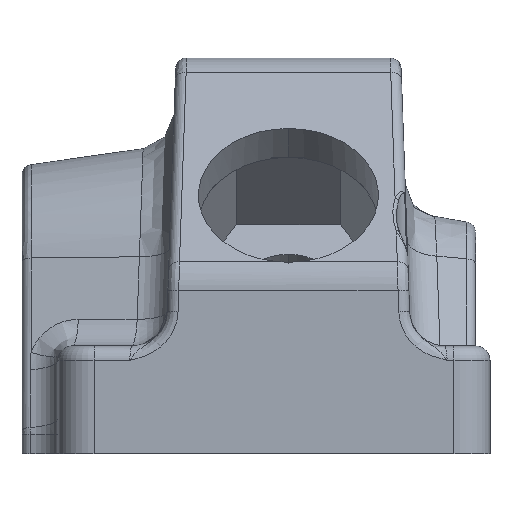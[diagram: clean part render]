
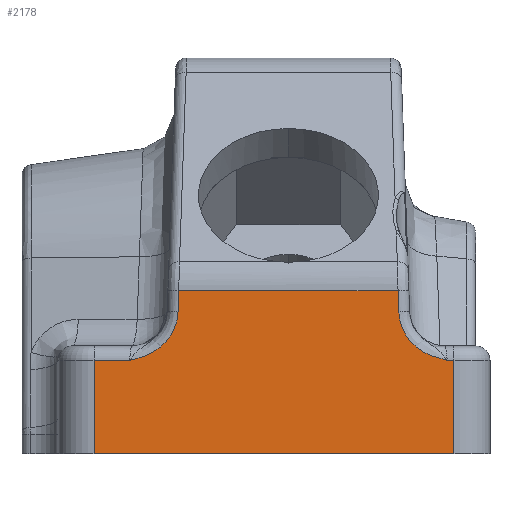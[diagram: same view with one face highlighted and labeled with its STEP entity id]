
A CAD part, left-side view. The second image highlights one B-rep face of the part: STEP entity #2178.
In plain terms, the highlighted planar face has unit normal (-1, 0, 0).
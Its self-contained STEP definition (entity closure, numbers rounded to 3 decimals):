
#2076 = PLANE ( 'NONE',  #9145 ) ;
#2178 = ADVANCED_FACE ( 'NONE', ( #6493 ), #2076, .F. ) ;
#2946 = VECTOR ( 'NONE', #10037, 1000. ) ;
#2947 = LINE ( 'NONE', #10036, #2946 ) ;
#2950 = LINE ( 'NONE', #10034, #2951 ) ;
#2951 = VECTOR ( 'NONE', #10035, 1000. ) ;
#3527 = EDGE_CURVE ( 'NONE', #16556, #16543, #11930, .T. ) ;
#3528 = EDGE_CURVE ( 'NONE', #16546, #16556, #6059, .T. ) ;
#3539 = EDGE_CURVE ( 'NONE', #16543, #16542, #6041, .T. ) ;
#3543 = EDGE_CURVE ( 'NONE', #16614, #16611, #6034, .T. ) ;
#3593 = EDGE_CURVE ( 'NONE', #16540, #16539, #11901, .T. ) ;
#3594 = EDGE_CURVE ( 'NONE', #16538, #16546, #5963, .T. ) ;
#3596 = EDGE_CURVE ( 'NONE', #16539, #16538, #5969, .T. ) ;
#3621 = EDGE_CURVE ( 'NONE', #16587, #16540, #5927, .T. ) ;
#4754 = ORIENTED_EDGE ( 'NONE', *, *, #3528, .T. ) ;
#4755 = ORIENTED_EDGE ( 'NONE', *, *, #3527, .T. ) ;
#4756 = ORIENTED_EDGE ( 'NONE', *, *, #3539, .T. ) ;
#4757 = ORIENTED_EDGE ( 'NONE', *, *, #8945, .T. ) ;
#4758 = ORIENTED_EDGE ( 'NONE', *, *, #3543, .T. ) ;
#4759 = ORIENTED_EDGE ( 'NONE', *, *, #8944, .T. ) ;
#4760 = ORIENTED_EDGE ( 'NONE', *, *, #3621, .T. ) ;
#4761 = ORIENTED_EDGE ( 'NONE', *, *, #3593, .T. ) ;
#4762 = ORIENTED_EDGE ( 'NONE', *, *, #3596, .T. ) ;
#4763 = ORIENTED_EDGE ( 'NONE', *, *, #3594, .T. ) ;
#5924 = VECTOR ( 'NONE', #10157, 1000. ) ;
#5927 = LINE ( 'NONE', #10156, #5924 ) ;
#5959 = VECTOR ( 'NONE', #7374, 1000. ) ;
#5961 = VECTOR ( 'NONE', #7363, 1000. ) ;
#5963 = LINE ( 'NONE', #7343, #5961 ) ;
#5969 = LINE ( 'NONE', #7366, #5959 ) ;
#6031 = VECTOR ( 'NONE', #7051, 1000. ) ;
#6034 = LINE ( 'NONE', #7050, #6031 ) ;
#6039 = VECTOR ( 'NONE', #7033, 1000. ) ;
#6041 = LINE ( 'NONE', #7038, #6039 ) ;
#6058 = VECTOR ( 'NONE', #6996, 1000. ) ;
#6059 = LINE ( 'NONE', #6997, #6058 ) ;
#6493 = FACE_OUTER_BOUND ( 'NONE', #7554, .T. ) ;
#6967 = CARTESIAN_POINT ( 'NONE',  ( -43., 10.848, 19.32 ) ) ;
#6988 = CARTESIAN_POINT ( 'NONE',  ( -43., 10.833, 19.755 ) ) ;
#6996 = DIRECTION ( 'NONE',  ( 0., 0.035, -0.999 ) ) ;
#6997 = CARTESIAN_POINT ( 'NONE',  ( -43., 9.63, 54.201 ) ) ;
#6998 = CARTESIAN_POINT ( 'NONE',  ( -43., 10.906, 18.894 ) ) ;
#6999 = CARTESIAN_POINT ( 'NONE',  ( -43., 11.054, 18.268 ) ) ;
#7000 = CARTESIAN_POINT ( 'NONE',  ( -43., 11.114, 18.061 ) ) ;
#7001 = CARTESIAN_POINT ( 'NONE',  ( -43., 11.255, 17.652 ) ) ;
#7002 = CARTESIAN_POINT ( 'NONE',  ( -43., 11.336, 17.449 ) ) ;
#7003 = CARTESIAN_POINT ( 'NONE',  ( -43., 11.605, 16.86 ) ) ;
#7004 = CARTESIAN_POINT ( 'NONE',  ( -43., 11.821, 16.49 ) ) ;
#7005 = CARTESIAN_POINT ( 'NONE',  ( -43., 12.324, 15.79 ) ) ;
#7006 = CARTESIAN_POINT ( 'NONE',  ( -43., 12.613, 15.461 ) ) ;
#7007 = CARTESIAN_POINT ( 'NONE',  ( -43., 13.239, 14.871 ) ) ;
#7008 = CARTESIAN_POINT ( 'NONE',  ( -43., 13.578, 14.607 ) ) ;
#7009 = CARTESIAN_POINT ( 'NONE',  ( -43., 14.305, 14.137 ) ) ;
#7010 = CARTESIAN_POINT ( 'NONE',  ( -43., 14.691, 13.935 ) ) ;
#7011 = CARTESIAN_POINT ( 'NONE',  ( -43., 15.486, 13.591 ) ) ;
#7012 = CARTESIAN_POINT ( 'NONE',  ( -43., 15.897, 13.449 ) ) ;
#7013 = CARTESIAN_POINT ( 'NONE',  ( -43., 16.521, 13.266 ) ) ;
#7014 = CARTESIAN_POINT ( 'NONE',  ( -43., 16.731, 13.21 ) ) ;
#7015 = CARTESIAN_POINT ( 'NONE',  ( -43., 17.151, 13.102 ) ) ;
#7016 = CARTESIAN_POINT ( 'NONE',  ( -43., 17.364, 13.051 ) ) ;
#7017 = CARTESIAN_POINT ( 'NONE',  ( -43., 17.573, 13. ) ) ;
#7033 = DIRECTION ( 'NONE',  ( 0., 1., 0. ) ) ;
#7038 = CARTESIAN_POINT ( 'NONE',  ( -43., 22.5, 13. ) ) ;
#7050 = CARTESIAN_POINT ( 'NONE',  ( -43., 32.5, 0. ) ) ;
#7051 = DIRECTION ( 'NONE',  ( 0., -1., 0. ) ) ;
#7306 = CARTESIAN_POINT ( 'NONE',  ( -43., -26.573, 13. ) ) ;
#7331 = CARTESIAN_POINT ( 'NONE',  ( -43., -26.151, 13.102 ) ) ;
#7343 = CARTESIAN_POINT ( 'NONE',  ( -43., 12.151, 22.697 ) ) ;
#7345 = CARTESIAN_POINT ( 'NONE',  ( -43., -25.729, 13.205 ) ) ;
#7346 = CARTESIAN_POINT ( 'NONE',  ( -43., -24.897, 13.449 ) ) ;
#7347 = CARTESIAN_POINT ( 'NONE',  ( -43., -24.486, 13.591 ) ) ;
#7348 = CARTESIAN_POINT ( 'NONE',  ( -43., -23.691, 13.935 ) ) ;
#7349 = CARTESIAN_POINT ( 'NONE',  ( -43., -23.305, 14.137 ) ) ;
#7350 = CARTESIAN_POINT ( 'NONE',  ( -43., -22.578, 14.607 ) ) ;
#7351 = CARTESIAN_POINT ( 'NONE',  ( -43., -22.239, 14.871 ) ) ;
#7352 = CARTESIAN_POINT ( 'NONE',  ( -43., -21.613, 15.461 ) ) ;
#7353 = CARTESIAN_POINT ( 'NONE',  ( -43., -21.324, 15.79 ) ) ;
#7354 = CARTESIAN_POINT ( 'NONE',  ( -43., -20.821, 16.49 ) ) ;
#7355 = CARTESIAN_POINT ( 'NONE',  ( -43., -20.605, 16.86 ) ) ;
#7356 = CARTESIAN_POINT ( 'NONE',  ( -43., -20.336, 17.449 ) ) ;
#7357 = CARTESIAN_POINT ( 'NONE',  ( -43., -20.255, 17.652 ) ) ;
#7358 = CARTESIAN_POINT ( 'NONE',  ( -43., -20.114, 18.061 ) ) ;
#7359 = CARTESIAN_POINT ( 'NONE',  ( -43., -20.054, 18.268 ) ) ;
#7360 = CARTESIAN_POINT ( 'NONE',  ( -43., -19.906, 18.894 ) ) ;
#7361 = CARTESIAN_POINT ( 'NONE',  ( -43., -19.848, 19.32 ) ) ;
#7362 = CARTESIAN_POINT ( 'NONE',  ( -43., -19.833, 19.755 ) ) ;
#7363 = DIRECTION ( 'NONE',  ( 0., 1., 0. ) ) ;
#7366 = CARTESIAN_POINT ( 'NONE',  ( -43., -18.54, 56.782 ) ) ;
#7374 = DIRECTION ( 'NONE',  ( 0., 0.035, 0.999 ) ) ;
#7554 = EDGE_LOOP ( 'NONE', ( #4754, #4755, #4756, #4757, #4758, #4759, #4760, #4761, #4762, #4763 ) ) ;
#8944 = EDGE_CURVE ( 'NONE', #16611, #16587, #2950, .T. ) ;
#8945 = EDGE_CURVE ( 'NONE', #16542, #16614, #2947, .T. ) ;
#9145 = AXIS2_PLACEMENT_3D ( 'NONE', #14839, #12016, #12017 ) ;
#10034 = CARTESIAN_POINT ( 'NONE',  ( -43., -27.5, 55. ) ) ;
#10035 = DIRECTION ( 'NONE',  ( 0., 0., 1. ) ) ;
#10036 = CARTESIAN_POINT ( 'NONE',  ( -43., 22.5, 55. ) ) ;
#10037 = DIRECTION ( 'NONE',  ( 0., 0., -1. ) ) ;
#10156 = CARTESIAN_POINT ( 'NONE',  ( -43., -21.5, 13. ) ) ;
#10157 = DIRECTION ( 'NONE',  ( 0., 1., 0. ) ) ;
#11901 = B_SPLINE_CURVE_WITH_KNOTS ( 'NONE', 3,
 ( #7306, #7331, #7345, #7346, #7347, #7348, #7349, #7350, #7351, #7352, #7353, #7354, #7355, #7356, #7357, #7358, #7359, #7360, #7361, #7362 ),
 .UNSPECIFIED., .F., .F.,
 ( 4, 2, 2, 2, 2, 2, 2, 2, 2, 4 ),
 ( 0., 0.001, 0.003, 0.004, 0.005, 0.006, 0.008, 0.008, 0.009, 0.01 ),
 .UNSPECIFIED. ) ;
#11930 = B_SPLINE_CURVE_WITH_KNOTS ( 'NONE', 3,
 ( #6988, #6967, #6998, #6999, #7000, #7001, #7002, #7003, #7004, #7005, #7006, #7007, #7008, #7009, #7010, #7011, #7012, #7013, #7014, #7015, #7016, #7017 ),
 .UNSPECIFIED., .F., .F.,
 ( 4, 2, 2, 2, 2, 2, 2, 2, 2, 2, 4 ),
 ( 0., 0.001, 0.002, 0.003, 0.004, 0.005, 0.006, 0.008, 0.009, 0.01, 0.01 ),
 .UNSPECIFIED. ) ;
#12016 = DIRECTION ( 'NONE',  ( 1., 0., 0. ) ) ;
#12017 = DIRECTION ( 'NONE',  ( 0., 1., 0. ) ) ;
#14012 = CARTESIAN_POINT ( 'NONE',  ( -43., -19.73, 22.697 ) ) ;
#14013 = CARTESIAN_POINT ( 'NONE',  ( -43., -19.833, 19.755 ) ) ;
#14014 = CARTESIAN_POINT ( 'NONE',  ( -43., -26.573, 13. ) ) ;
#14016 = CARTESIAN_POINT ( 'NONE',  ( -43., 22.5, 13. ) ) ;
#14017 = CARTESIAN_POINT ( 'NONE',  ( -43., 17.573, 13. ) ) ;
#14020 = CARTESIAN_POINT ( 'NONE',  ( -43., 10.73, 22.697 ) ) ;
#14030 = CARTESIAN_POINT ( 'NONE',  ( -43., 10.833, 19.755 ) ) ;
#14061 = CARTESIAN_POINT ( 'NONE',  ( -43., -27.5, 13. ) ) ;
#14085 = CARTESIAN_POINT ( 'NONE',  ( -43., -27.5, 0. ) ) ;
#14088 = CARTESIAN_POINT ( 'NONE',  ( -43., 22.5, 0. ) ) ;
#14839 = CARTESIAN_POINT ( 'NONE',  ( -43., 32.5, 55. ) ) ;
#16538 = VERTEX_POINT ( 'NONE', #14012 ) ;
#16539 = VERTEX_POINT ( 'NONE', #14013 ) ;
#16540 = VERTEX_POINT ( 'NONE', #14014 ) ;
#16542 = VERTEX_POINT ( 'NONE', #14016 ) ;
#16543 = VERTEX_POINT ( 'NONE', #14017 ) ;
#16546 = VERTEX_POINT ( 'NONE', #14020 ) ;
#16556 = VERTEX_POINT ( 'NONE', #14030 ) ;
#16587 = VERTEX_POINT ( 'NONE', #14061 ) ;
#16611 = VERTEX_POINT ( 'NONE', #14085 ) ;
#16614 = VERTEX_POINT ( 'NONE', #14088 ) ;
